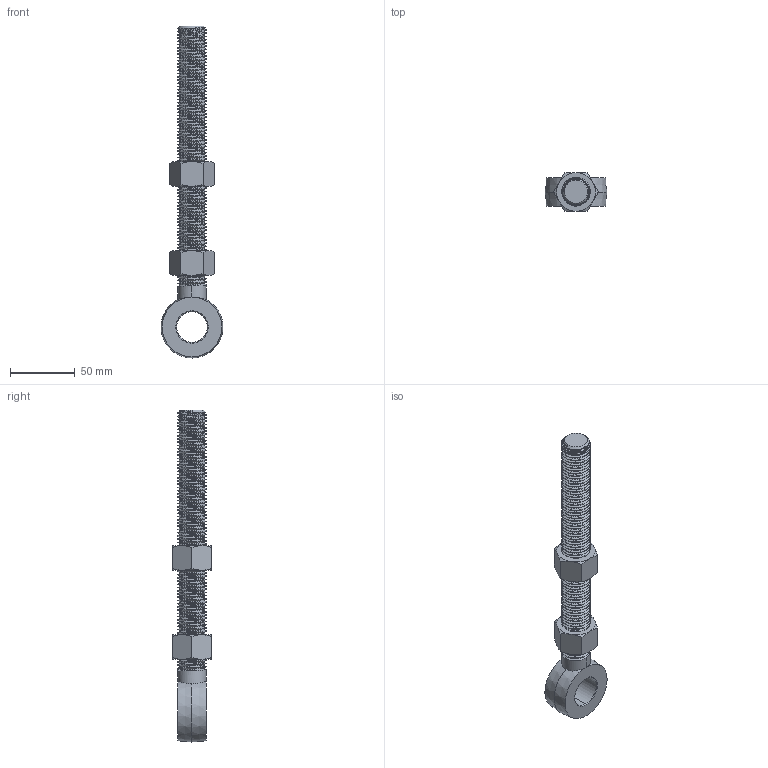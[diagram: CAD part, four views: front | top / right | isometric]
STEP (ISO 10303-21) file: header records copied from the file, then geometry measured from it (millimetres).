
FILE_DESCRIPTION (( 'STEP AP203' ), '1' );
FILE_NAME ('080521.STEP', '2022-09-22T13:24:07', ( '' ), ( '' ), 'SwSTEP 2.0', 'SolidWorks 2020', '' );
FILE_SCHEMA (( 'CONFIG_CONTROL_DESIGN' ));
Length unit declared in the file: millimetre
Products named in the file (3): hex nut gradec_bsi_BS EN 24034 - M20 - N; 080521
Assembly tree (3 placements, depth 2):
  080521
    080521
    hex nut gradec_bsi_BS EN 24034 - M20 - N  x2
Bounding box: 47.88 x 30 x 257.04 mm (x, y, z)
Volume: 117868 mm3; surface area: 36811.7 mm2
Topology: 3 solids, 3 shells, 238 faces, 649 edges, 417 vertices
Faces by surface type: cylinder 172, cone 42, plane 21, bspline 3
Entity records: 16578 total; most frequent: CARTESIAN_POINT 11858, ORIENTED_EDGE 1178, DIRECTION 696, EDGE_CURVE 589, VERTEX_POINT 383, AXIS2_PLACEMENT_3D 254, EDGE_LOOP 214, FACE_OUTER_BOUND 210
